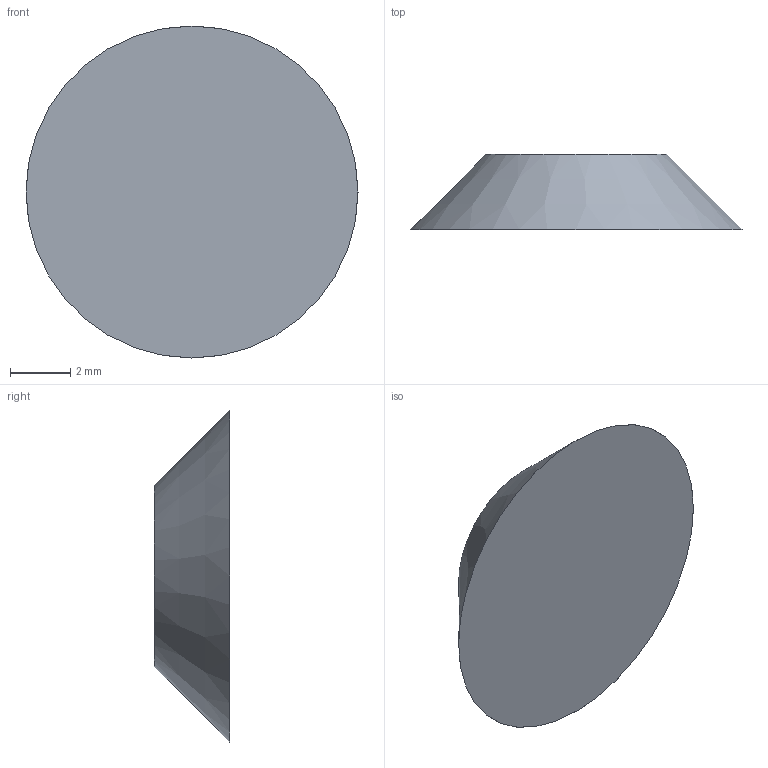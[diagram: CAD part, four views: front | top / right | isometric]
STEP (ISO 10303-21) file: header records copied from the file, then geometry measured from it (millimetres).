
FILE_DESCRIPTION(('STEP AP214'),'1');
FILE_NAME('drei-flaechen.STP','2019-06-07T05:23:20',(' '),(' '),'Spatial InterOp 3D',' ',' ');
FILE_SCHEMA(('AUTOMOTIVE_DESIGN { 1 0 10303 214 1 1 1 1 }'));
Length unit declared in the file: millimetre
Products named in the file (2): drei-flaechen; ASSEM1
Assembly tree (1 placements, depth 2):
  drei-flaechen
    ASSEM1
Bounding box: 11 x 2.5 x 11 mm (x, y, z)
Surface area: 217.7 mm2 (no closed solid volume)
Topology: 0 solids, 2 shells, 3 faces, 6 edges, 5 vertices
Faces by surface type: plane 2, cone 1
Entity records: 113 total; most frequent: DIRECTION 18, CARTESIAN_POINT 13, AXIS2_PLACEMENT_3D 9, ORIENTED_EDGE 5, DIMENSIONAL_EXPONENTS 4, FACE_BOUND 4, EDGE_LOOP 4, EDGE_CURVE 4
